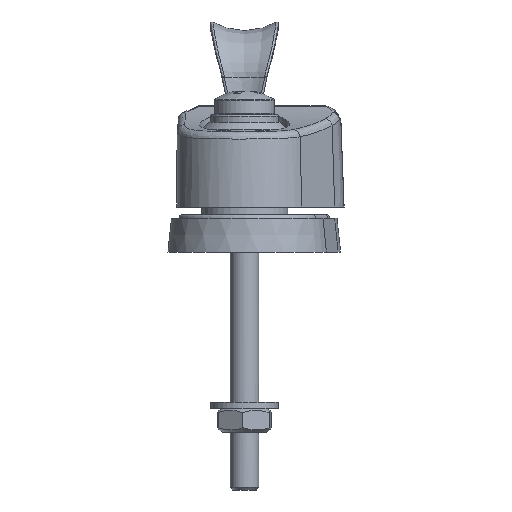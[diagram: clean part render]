
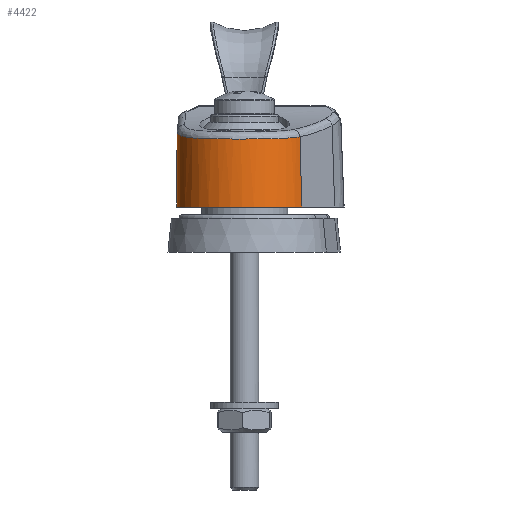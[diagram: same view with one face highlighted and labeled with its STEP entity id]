
A CAD part, left-side view. The second image highlights one B-rep face of the part: STEP entity #4422.
In plain terms, the highlighted free-form (B-spline) face has degree [1, 2] with [2, 5] control points.
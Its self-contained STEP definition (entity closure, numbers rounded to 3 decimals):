
#113=(
BOUNDED_SURFACE()
B_SPLINE_SURFACE(1,2,((#9021,#9022,#9023,#9024,#9025),(#9026,#9027,#9028,
#9029,#9030)),.UNSPECIFIED.,.F.,.F.,.F.)
B_SPLINE_SURFACE_WITH_KNOTS((2,2),(3,2,3),(-0.027,1.125),
(-0.546,0.763,2.072),.UNSPECIFIED.)
GEOMETRIC_REPRESENTATION_ITEM()
RATIONAL_B_SPLINE_SURFACE(((1.,0.793,1.,0.793,1.),
(1.,0.793,1.,0.793,1.)))
REPRESENTATION_ITEM('')
SURFACE()
);
#226=B_SPLINE_CURVE_WITH_KNOTS('',3,(#8896,#8897,#8898,#8899,#8900,#8901,
#8902,#8903),.UNSPECIFIED.,.F.,.F.,(4,1,1,1,1,4),(-2.071,-1.775,
-1.479,-0.888,-0.296,0.),
 .UNSPECIFIED.);
#519=LINE('',#8806,#669);
#520=LINE('',#8906,#670);
#669=VECTOR('',#5745,10.);
#670=VECTOR('',#5754,10.);
#953=FACE_OUTER_BOUND('',#1236,.T.);
#1236=EDGE_LOOP('',(#3583,#3584,#3585,#3586));
#1563=CIRCLE('',#4878,9.);
#1934=VERTEX_POINT('',#8798);
#1936=VERTEX_POINT('',#8804);
#1938=VERTEX_POINT('',#8853);
#1939=VERTEX_POINT('',#8905);
#2510=EDGE_CURVE('',#1934,#1936,#519,.T.);
#2515=EDGE_CURVE('',#1934,#1938,#226,.T.);
#2516=EDGE_CURVE('',#1939,#1938,#520,.T.);
#2522=EDGE_CURVE('',#1936,#1939,#1563,.T.);
#3583=ORIENTED_EDGE('',*,*,#2515,.F.);
#3584=ORIENTED_EDGE('',*,*,#2510,.T.);
#3585=ORIENTED_EDGE('',*,*,#2522,.T.);
#3586=ORIENTED_EDGE('',*,*,#2516,.T.);
#4422=ADVANCED_FACE('',(#953),#113,.F.);
#4878=AXIS2_PLACEMENT_3D('',#9031,#5759,#5760);
#5745=DIRECTION('',(-0.023,0.001,-1.));
#5754=DIRECTION('',(0.03,0.025,0.999));
#5759=DIRECTION('center_axis',(0.,0.,
1.));
#5760=DIRECTION('ref_axis',(0.035,0.999,0.));
#8798=CARTESIAN_POINT('',(-12.959,8.987,16.001));
#8804=CARTESIAN_POINT('',(-13.186,8.995,6.));
#8806=CARTESIAN_POINT('',(-12.88,8.984,19.5));
#8853=CARTESIAN_POINT('',(-17.984,-7.402,15.362));
#8896=CARTESIAN_POINT('Ctrl Pts',(-12.959,8.987,16.001));
#8897=CARTESIAN_POINT('Ctrl Pts',(-14.044,9.024,15.792));
#8898=CARTESIAN_POINT('Ctrl Pts',(-16.242,8.698,15.444));
#8899=CARTESIAN_POINT('Ctrl Pts',(-20.173,6.483,15.073));
#8900=CARTESIAN_POINT('Ctrl Pts',(-22.987,1.225,15.051));
#8901=CARTESIAN_POINT('Ctrl Pts',(-21.434,-4.538,15.065));
#8902=CARTESIAN_POINT('Ctrl Pts',(-18.924,-6.819,15.258));
#8903=CARTESIAN_POINT('Ctrl Pts',(-17.984,-7.402,15.362));
#8905=CARTESIAN_POINT('',(-18.269,-7.632,6.));
#8906=CARTESIAN_POINT('',(-18.269,-7.632,6.));
#9021=CARTESIAN_POINT('Ctrl Pts',(-13.194,8.995,5.635));
#9022=CARTESIAN_POINT('Ctrl Pts',(-20.093,9.236,5.792));
#9023=CARTESIAN_POINT('Ctrl Pts',(-22.109,2.632,5.924));
#9024=CARTESIAN_POINT('Ctrl Pts',(-24.125,-3.971,6.056));
#9025=CARTESIAN_POINT('Ctrl Pts',(-18.27,-7.633,5.969));
#9026=CARTESIAN_POINT('Ctrl Pts',(-12.959,8.987,16.001));
#9027=CARTESIAN_POINT('Ctrl Pts',(-19.749,9.224,16.155));
#9028=CARTESIAN_POINT('Ctrl Pts',(-21.733,2.725,16.285));
#9029=CARTESIAN_POINT('Ctrl Pts',(-23.717,-3.774,16.415));
#9030=CARTESIAN_POINT('Ctrl Pts',(-17.955,-7.378,16.329));
#9031=CARTESIAN_POINT('Origin',(-13.5,0.,
6.));
